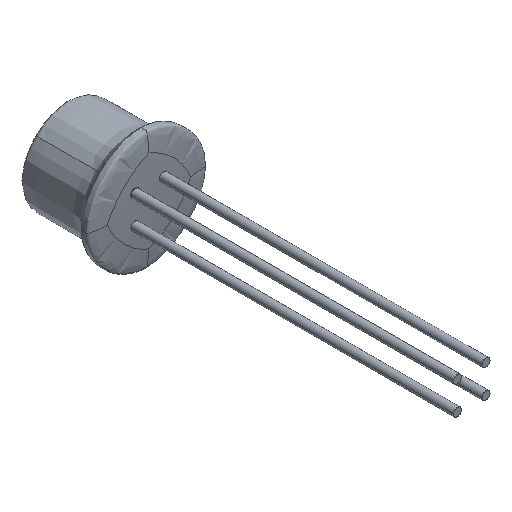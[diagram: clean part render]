
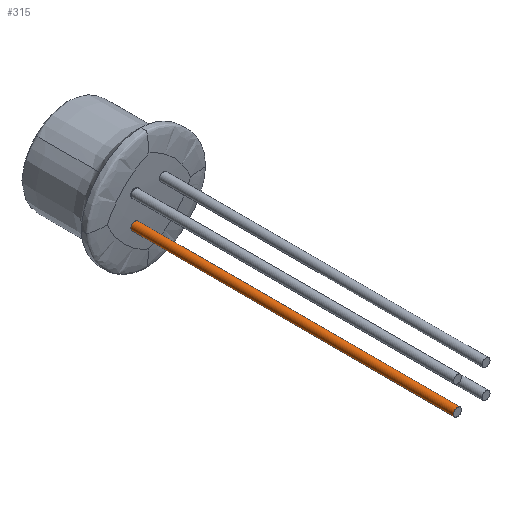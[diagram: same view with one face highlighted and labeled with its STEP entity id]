
A CAD part, isometric view. The second image highlights one B-rep face of the part: STEP entity #315.
In plain terms, the highlighted cylindrical face has radius 0.25 mm (diameter 0.5 mm), a full revolution.
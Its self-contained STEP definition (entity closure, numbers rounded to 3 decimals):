
#54=FACE_OUTER_BOUND('',#79,.T.);
#79=EDGE_LOOP('',(#282,#283,#284,#285,#286));
#87=CIRCLE('',#350,0.25);
#96=LINE('',#2629,#101);
#101=VECTOR('',#388,0.25);
#113=B_SPLINE_CURVE_WITH_KNOTS('',3,(#908,#909,#910,#911,#912,#913,#914,
#915,#916,#917,#918,#919,#920,#921,#922,#923,#924,#925,#926,#927,#928,#929),
 .UNSPECIFIED.,.F.,.F.,(4,2,2,2,2,2,2,2,2,2,4),(-0.158,-0.157,
-0.147,-0.137,-0.127,-0.117,
-0.107,-0.098,-0.088,-0.078,
-0.069),.UNSPECIFIED.);
#114=B_SPLINE_CURVE_WITH_KNOTS('',3,(#930,#931,#932,#933,#934,#935,#936,
#937,#938,#939,#940,#941,#942,#943,#944,#945,#946,#947),.UNSPECIFIED.,.F.,
 .F.,(4,2,2,2,2,2,2,2,4),(-0.069,-0.069,-0.059,
-0.049,-0.039,-0.029,-0.019,
-0.01,0.),.UNSPECIFIED.);
#147=VERTEX_POINT('',#906);
#148=VERTEX_POINT('',#907);
#163=VERTEX_POINT('',#2627);
#178=EDGE_CURVE('',#147,#148,#113,.T.);
#179=EDGE_CURVE('',#148,#147,#114,.T.);
#204=EDGE_CURVE('',#163,#163,#87,.T.);
#205=EDGE_CURVE('',#163,#148,#96,.T.);
#282=ORIENTED_EDGE('',*,*,#204,.F.);
#283=ORIENTED_EDGE('',*,*,#205,.T.);
#284=ORIENTED_EDGE('',*,*,#178,.F.);
#285=ORIENTED_EDGE('',*,*,#179,.F.);
#286=ORIENTED_EDGE('',*,*,#205,.F.);
#297=CYLINDRICAL_SURFACE('',#349,0.25);
#315=ADVANCED_FACE('',(#54),#297,.T.);
#349=AXIS2_PLACEMENT_3D('',#2626,#384,#385);
#350=AXIS2_PLACEMENT_3D('',#2628,#386,#387);
#384=DIRECTION('center_axis',(0.,-1.,0.));
#385=DIRECTION('ref_axis',(1.,0.,0.));
#386=DIRECTION('center_axis',(0.,-1.,0.));
#387=DIRECTION('ref_axis',(1.,0.,0.));
#388=DIRECTION('',(0.,1.,0.));
#906=CARTESIAN_POINT('',(-0.653,0.019,-0.789));
#907=CARTESIAN_POINT('',(-1.134,0.028,-0.884));
#908=CARTESIAN_POINT('Ctrl Pts',(-0.653,0.019,
-0.789));
#909=CARTESIAN_POINT('Ctrl Pts',(-0.652,0.02,
-0.791));
#910=CARTESIAN_POINT('Ctrl Pts',(-0.651,0.02,
-0.793));
#911=CARTESIAN_POINT('Ctrl Pts',(-0.638,0.02,
-0.826));
#912=CARTESIAN_POINT('Ctrl Pts',(-0.633,0.02,
-0.859));
#913=CARTESIAN_POINT('Ctrl Pts',(-0.635,0.021,
-0.925));
#914=CARTESIAN_POINT('Ctrl Pts',(-0.643,0.022,
-0.958));
#915=CARTESIAN_POINT('Ctrl Pts',(-0.67,0.023,
-1.018));
#916=CARTESIAN_POINT('Ctrl Pts',(-0.69,0.024,
-1.045));
#917=CARTESIAN_POINT('Ctrl Pts',(-0.738,0.025,-1.089));
#918=CARTESIAN_POINT('Ctrl Pts',(-0.766,0.026,
-1.107));
#919=CARTESIAN_POINT('Ctrl Pts',(-0.827,0.027,-1.13));
#920=CARTESIAN_POINT('Ctrl Pts',(-0.86,0.027,
-1.135));
#921=CARTESIAN_POINT('Ctrl Pts',(-0.926,0.028,
-1.132));
#922=CARTESIAN_POINT('Ctrl Pts',(-0.959,0.028,
-1.125));
#923=CARTESIAN_POINT('Ctrl Pts',(-1.018,0.029,-1.098));
#924=CARTESIAN_POINT('Ctrl Pts',(-1.044,0.029,-1.079));
#925=CARTESIAN_POINT('Ctrl Pts',(-1.088,0.029,-1.032));
#926=CARTESIAN_POINT('Ctrl Pts',(-1.105,0.029,-1.005));
#927=CARTESIAN_POINT('Ctrl Pts',(-1.128,0.028,-0.946));
#928=CARTESIAN_POINT('Ctrl Pts',(-1.134,0.028,-0.915));
#929=CARTESIAN_POINT('Ctrl Pts',(-1.134,0.028,-0.884));
#930=CARTESIAN_POINT('Ctrl Pts',(-1.134,0.028,-0.884));
#931=CARTESIAN_POINT('Ctrl Pts',(-1.134,0.028,-0.882));
#932=CARTESIAN_POINT('Ctrl Pts',(-1.134,0.028,-0.881));
#933=CARTESIAN_POINT('Ctrl Pts',(-1.133,0.027,-0.846));
#934=CARTESIAN_POINT('Ctrl Pts',(-1.126,0.027,-0.814));
#935=CARTESIAN_POINT('Ctrl Pts',(-1.1,0.026,-0.753));
#936=CARTESIAN_POINT('Ctrl Pts',(-1.081,0.025,-0.726));
#937=CARTESIAN_POINT('Ctrl Pts',(-1.034,0.024,-0.681));
#938=CARTESIAN_POINT('Ctrl Pts',(-1.006,0.023,-0.663));
#939=CARTESIAN_POINT('Ctrl Pts',(-0.945,0.022,
-0.639));
#940=CARTESIAN_POINT('Ctrl Pts',(-0.913,0.021,-0.633));
#941=CARTESIAN_POINT('Ctrl Pts',(-0.847,0.02,
-0.634));
#942=CARTESIAN_POINT('Ctrl Pts',(-0.815,0.02,
-0.641));
#943=CARTESIAN_POINT('Ctrl Pts',(-0.755,0.019,
-0.668));
#944=CARTESIAN_POINT('Ctrl Pts',(-0.728,0.019,
-0.686));
#945=CARTESIAN_POINT('Ctrl Pts',(-0.683,0.019,
-0.732));
#946=CARTESIAN_POINT('Ctrl Pts',(-0.665,0.019,
-0.759));
#947=CARTESIAN_POINT('Ctrl Pts',(-0.653,0.019,
-0.789));
#2626=CARTESIAN_POINT('Origin',(-0.884,0.,-0.884));
#2627=CARTESIAN_POINT('',(-1.134,-20.,-0.884));
#2628=CARTESIAN_POINT('Origin',(-0.884,-20.,-0.884));
#2629=CARTESIAN_POINT('',(-1.134,0.,-0.884));
